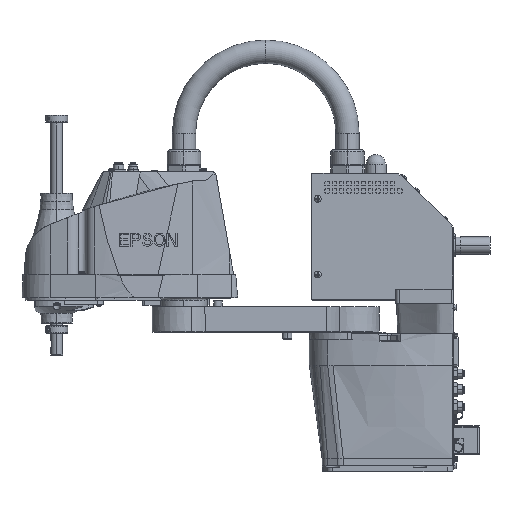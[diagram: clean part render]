
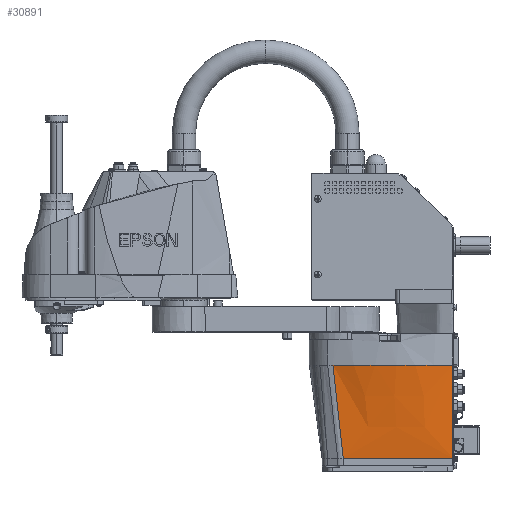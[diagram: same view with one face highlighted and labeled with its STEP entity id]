
A CAD part, top view. The second image highlights one B-rep face of the part: STEP entity #30891.
In plain terms, the highlighted free-form (B-spline) face has degree [3, 3] with [7, 4] control points.
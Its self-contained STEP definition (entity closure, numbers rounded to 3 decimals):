
#3061=DIRECTION('',(0.11,0.994,0.022));
#3062=VECTOR('',#3061,128.92);
#3063=CARTESIAN_POINT('',(150.85,18.6,-50.));
#3064=LINE('',#3063,#3062);
#3079=CARTESIAN_POINT('',(77.604,146.71,239.789));
#3080=DIRECTION('',(0.,-1.,0.));
#3081=DIRECTION('',(0.,0.,-1.));
#3082=AXIS2_PLACEMENT_3D('',#3079,#3080,#3081);
#3084=CARTESIAN_POINT('',(77.604,146.71,239.789));
#3085=DIRECTION('',(0.,-1.,0.));
#3086=DIRECTION('',(-0.259,0.,-0.966));
#3087=AXIS2_PLACEMENT_3D('',#3084,#3085,#3086);
#3089=DIRECTION('',(0.,1.,0.));
#3090=VECTOR('',#3089,128.11);
#3091=CARTESIAN_POINT('',(0.,18.6,-50.));
#3092=LINE('',#3091,#3090);
#3093=DIRECTION('',(-1.,0.,0.));
#3094=VECTOR('',#3093,150.85);
#3095=CARTESIAN_POINT('',(150.85,18.6,-50.));
#3096=LINE('',#3095,#3094);
#26441=CARTESIAN_POINT('',(0.,146.71,-50.));
#26442=VERTEX_POINT('',#26441);
#26443=CARTESIAN_POINT('',(0.,18.6,-50.));
#26444=VERTEX_POINT('',#26443);
#26542=CARTESIAN_POINT('',(77.604,146.71,
-60.211));
#26543=VERTEX_POINT('',#26542);
#26572=CARTESIAN_POINT('',(150.85,18.6,-50.));
#26573=VERTEX_POINT('',#26572);
#27252=CARTESIAN_POINT('',(165.,146.71,
-47.199));
#27253=VERTEX_POINT('',#27252);
#30852=CARTESIAN_POINT('',(152.076,16.038,
-50.065));
#30853=CARTESIAN_POINT('',(156.966,60.449,
-48.938));
#30854=CARTESIAN_POINT('',(161.855,104.861,
-47.811));
#30855=CARTESIAN_POINT('',(166.744,149.272,
-46.684));
#30856=CARTESIAN_POINT('',(138.435,16.038,
-49.983));
#30857=CARTESIAN_POINT('',(143.481,60.449,
-50.274));
#30858=CARTESIAN_POINT('',(148.527,104.861,
-50.564));
#30859=CARTESIAN_POINT('',(153.573,149.272,
-50.854));
#30860=CARTESIAN_POINT('',(112.269,16.038,
-49.855));
#30861=CARTESIAN_POINT('',(117.007,60.449,
-52.371));
#30862=CARTESIAN_POINT('',(121.745,104.861,
-54.888));
#30863=CARTESIAN_POINT('',(126.484,149.272,
-57.404));
#30864=CARTESIAN_POINT('',(74.368,16.038,
-49.777));
#30865=CARTESIAN_POINT('',(77.547,60.449,
-53.642));
#30866=CARTESIAN_POINT('',(80.725,104.861,
-57.506));
#30867=CARTESIAN_POINT('',(83.903,149.272,
-61.371));
#30868=CARTESIAN_POINT('',(36.876,16.038,
-49.821));
#30869=CARTESIAN_POINT('',(38.145,60.449,
-52.932));
#30870=CARTESIAN_POINT('',(39.415,104.861,
-56.043));
#30871=CARTESIAN_POINT('',(40.684,149.272,
-59.154));
#30872=CARTESIAN_POINT('',(11.561,16.038,
-49.932));
#30873=CARTESIAN_POINT('',(11.829,60.449,
-51.106));
#30874=CARTESIAN_POINT('',(12.097,104.861,
-52.28));
#30875=CARTESIAN_POINT('',(12.365,149.272,
-53.454));
#30876=CARTESIAN_POINT('',(-1.506,16.038,
-50.009));
#30877=CARTESIAN_POINT('',(-1.542,60.449,
-49.857));
#30878=CARTESIAN_POINT('',(-1.578,104.861,
-49.706));
#30879=CARTESIAN_POINT('',(-1.614,149.272,
-49.555));
#30880=B_SPLINE_SURFACE_WITH_KNOTS('',3,3,((#30852,#30853,#30854,#30855),
(#30856,#30857,#30858,#30859),(#30860,#30861,#30862,#30863),(#30864,#30865,
#30866,#30867),(#30868,#30869,#30870,#30871),(#30872,#30873,#30874,#30875),(
#30876,#30877,#30878,#30879)),.UNSPECIFIED.,.F.,.F.,.F.,(4,1,1,1,4),(4,4),(
0.038,0.285,0.524,0.762,
1.01),(-0.02,1.02),.UNSPECIFIED.);
#30881=ORIENTED_EDGE('',*,*,#30835,.T.);
#30883=ORIENTED_EDGE('',*,*,#30882,.F.);
#30885=ORIENTED_EDGE('',*,*,#30884,.F.);
#30886=ORIENTED_EDGE('',*,*,#29990,.F.);
#30888=ORIENTED_EDGE('',*,*,#30887,.F.);
#30889=EDGE_LOOP('',(#30881,#30883,#30885,#30886,#30888));
#30890=FACE_OUTER_BOUND('',#30889,.F.);
#3083=CIRCLE('',#3082,300.);
#3088=CIRCLE('',#3087,300.);
#29990=EDGE_CURVE('',#26444,#26442,#3092,.T.);
#30835=EDGE_CURVE('',#26573,#27253,#3064,.T.);
#30882=EDGE_CURVE('',#26543,#27253,#3083,.T.);
#30884=EDGE_CURVE('',#26442,#26543,#3088,.T.);
#30887=EDGE_CURVE('',#26573,#26444,#3096,.T.);
#30891=ADVANCED_FACE('',(#30890),#30880,.T.);
